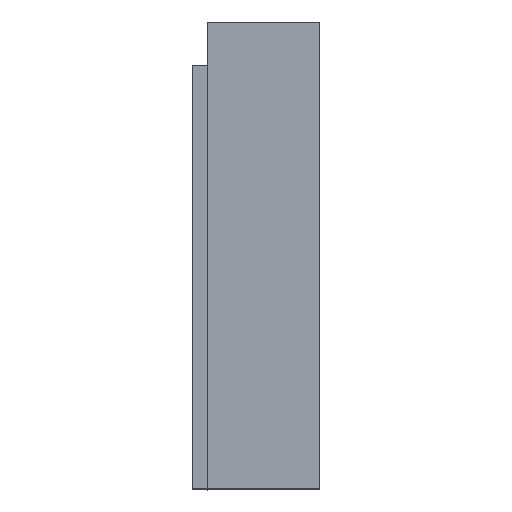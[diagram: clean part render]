
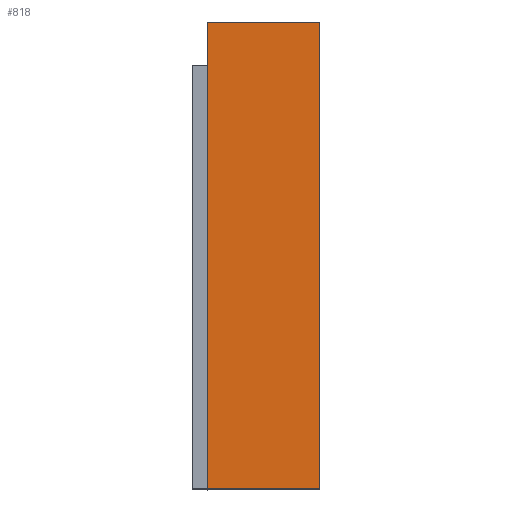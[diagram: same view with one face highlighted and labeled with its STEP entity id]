
A CAD part, top view. The second image highlights one B-rep face of the part: STEP entity #818.
In plain terms, the highlighted planar face has unit normal (0, 0, 1).
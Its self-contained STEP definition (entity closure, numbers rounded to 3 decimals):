
#115=DIRECTION('',(0.,-1.,0.));
#116=VECTOR('',#115,52.);
#117=CARTESIAN_POINT('',(12.5,52.,0.));
#118=LINE('',#117,#116);
#243=DIRECTION('',(0.,-1.,0.));
#244=VECTOR('',#243,52.);
#245=CARTESIAN_POINT('',(0.,52.,0.));
#246=LINE('',#245,#244);
#247=DIRECTION('',(1.,0.,0.));
#248=VECTOR('',#247,12.5);
#249=CARTESIAN_POINT('',(0.,0.,0.));
#250=LINE('',#249,#248);
#255=DIRECTION('',(1.,0.,0.));
#256=VECTOR('',#255,12.5);
#257=CARTESIAN_POINT('',(0.,52.,0.));
#258=LINE('',#257,#256);
#361=CARTESIAN_POINT('',(0.,0.,0.));
#362=CARTESIAN_POINT('',(12.5,0.,0.));
#363=VERTEX_POINT('',#361);
#364=VERTEX_POINT('',#362);
#389=CARTESIAN_POINT('',(0.,52.,0.));
#390=CARTESIAN_POINT('',(12.5,52.,0.));
#391=VERTEX_POINT('',#389);
#392=VERTEX_POINT('',#390);
#806=CARTESIAN_POINT('',(6.25,26.,0.));
#807=DIRECTION('',(0.,0.,1.));
#808=DIRECTION('',(0.,-1.,0.));
#809=AXIS2_PLACEMENT_3D('',#806,#807,#808);
#810=PLANE('',#809);
#811=ORIENTED_EDGE('',*,*,#472,.F.);
#813=ORIENTED_EDGE('',*,*,#812,.T.);
#814=ORIENTED_EDGE('',*,*,#633,.T.);
#815=ORIENTED_EDGE('',*,*,#450,.F.);
#816=EDGE_LOOP('',(#811,#813,#814,#815));
#817=FACE_OUTER_BOUND('',#816,.F.);
#818=ADVANCED_FACE('',(#817),#810,.T.);
#450=EDGE_CURVE('',#363,#364,#250,.T.);
#472=EDGE_CURVE('',#391,#363,#246,.T.);
#633=EDGE_CURVE('',#392,#364,#118,.T.);
#812=EDGE_CURVE('',#391,#392,#258,.T.);
